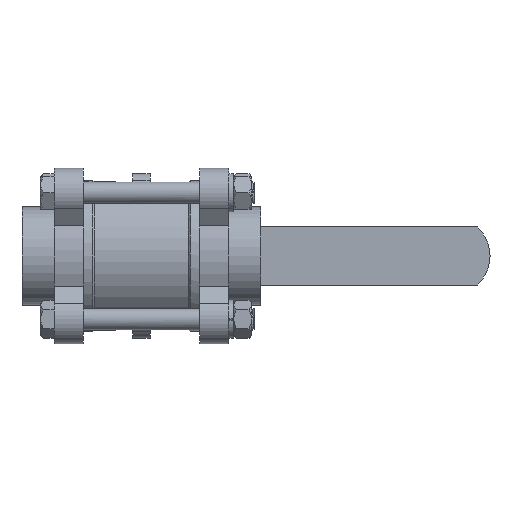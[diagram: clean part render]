
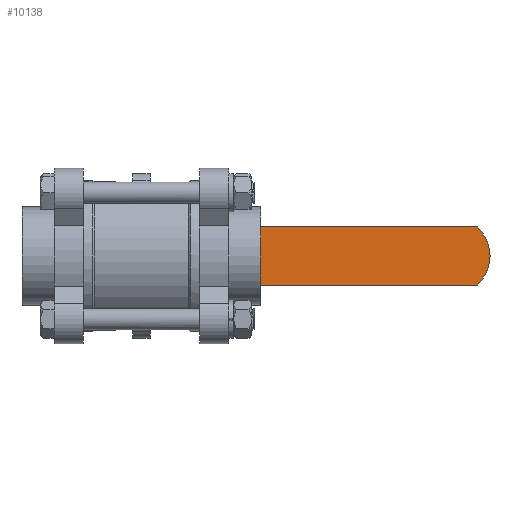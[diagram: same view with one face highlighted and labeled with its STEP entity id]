
A CAD part, front view. The second image highlights one B-rep face of the part: STEP entity #10138.
In plain terms, the highlighted planar face has unit normal (0, -1, 0).
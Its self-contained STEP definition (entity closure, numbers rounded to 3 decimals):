
#1157=PLANE('',#10823);
#1450=CIRCLE('',#10799,17.);
#4320=ORIENTED_EDGE('',*,*,#6163,.T.);
#4321=ORIENTED_EDGE('',*,*,#6126,.F.);
#4322=ORIENTED_EDGE('',*,*,#6179,.F.);
#4323=ORIENTED_EDGE('',*,*,#6177,.F.);
#6126=EDGE_CURVE('',#7402,#7403,#1450,.T.);
#6163=EDGE_CURVE('',#7433,#7403,#7942,.T.);
#6177=EDGE_CURVE('',#7433,#7441,#7953,.T.);
#6179=EDGE_CURVE('',#7441,#7402,#7954,.T.);
#7402=VERTEX_POINT('',#36832);
#7403=VERTEX_POINT('',#36834);
#7433=VERTEX_POINT('',#36909);
#7441=VERTEX_POINT('',#36935);
#7942=LINE('',#36908,#8433);
#7953=LINE('',#36934,#8444);
#7954=LINE('',#36938,#8445);
#8433=VECTOR('',#12546,1000.);
#8444=VECTOR('',#12571,1000.);
#8445=VECTOR('',#12576,1000.);
#8991=EDGE_LOOP('',(#4320,#4321,#4322,#4323));
#9551=FACE_BOUND('',#8991,.T.);
#10138=ADVANCED_FACE('',(#9551),#1157,.T.);
#10799=AXIS2_PLACEMENT_3D('',#36833,#12485,#12486);
#10823=AXIS2_PLACEMENT_3D('',#36937,#12574,#12575);
#12485=DIRECTION('',(0.,1.,0.));
#12486=DIRECTION('',(1.,0.,0.));
#12546=DIRECTION('',(1.,0.,0.));
#12571=DIRECTION('',(0.,0.,1.));
#12574=DIRECTION('',(0.,-1.,0.));
#12575=DIRECTION('',(1.,0.,0.));
#12576=DIRECTION('',(1.,0.,0.));
#36832=CARTESIAN_POINT('',(144.522,142.5,12.5));
#36833=CARTESIAN_POINT('',(133.,142.5,0.));
#36834=CARTESIAN_POINT('',(144.522,142.5,-12.5));
#36908=CARTESIAN_POINT('',(49.923,142.5,-12.5));
#36909=CARTESIAN_POINT('',(49.923,142.5,-12.5));
#36934=CARTESIAN_POINT('',(49.923,142.5,-12.5));
#36935=CARTESIAN_POINT('',(49.923,142.5,12.5));
#36937=CARTESIAN_POINT('',(49.923,142.5,-12.5));
#36938=CARTESIAN_POINT('',(49.923,142.5,12.5));
